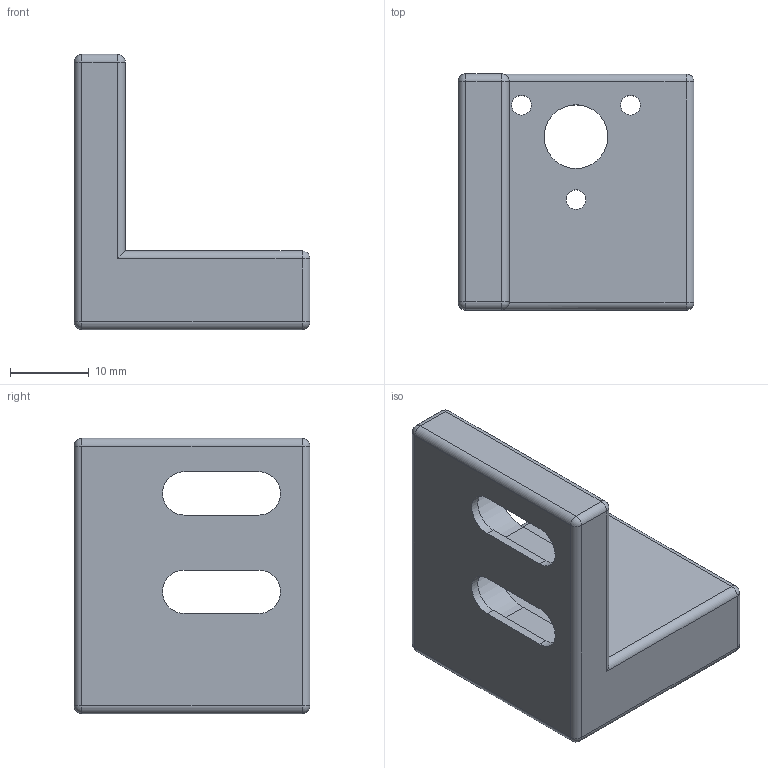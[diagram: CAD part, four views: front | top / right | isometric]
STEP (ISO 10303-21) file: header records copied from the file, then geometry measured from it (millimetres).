
FILE_DESCRIPTION (( 'STEP AP203' ), '1' );
FILE_NAME ('KT210193B.step', '2021-03-04T15:38:58', ( '' ), ( '' ), 'SwSTEP 2.0', 'SolidWorks 2020', '' );
FILE_SCHEMA (( 'CONFIG_CONTROL_DESIGN' ));
Length unit declared in the file: millimetre
Products named in the file (1): KT210193B
Bounding box: 30 x 30 x 35 mm (x, y, z)
Volume: 11070.7 mm3; surface area: 5312.1 mm2
Topology: 1 solids, 1 shells, 58 faces, 140 edges, 76 vertices
Faces by surface type: cylinder 29, plane 18, sphere 10, cone 1
Full cylindrical faces by diameter (mm): 2.5 x3, 8.1 x1
Entity records: 1660 total; most frequent: DIRECTION 295, CARTESIAN_POINT 264, ORIENTED_EDGE 248, EDGE_CURVE 124, AXIS2_PLACEMENT_3D 114, EDGE_LOOP 77, VERTEX_POINT 75, LINE 67
